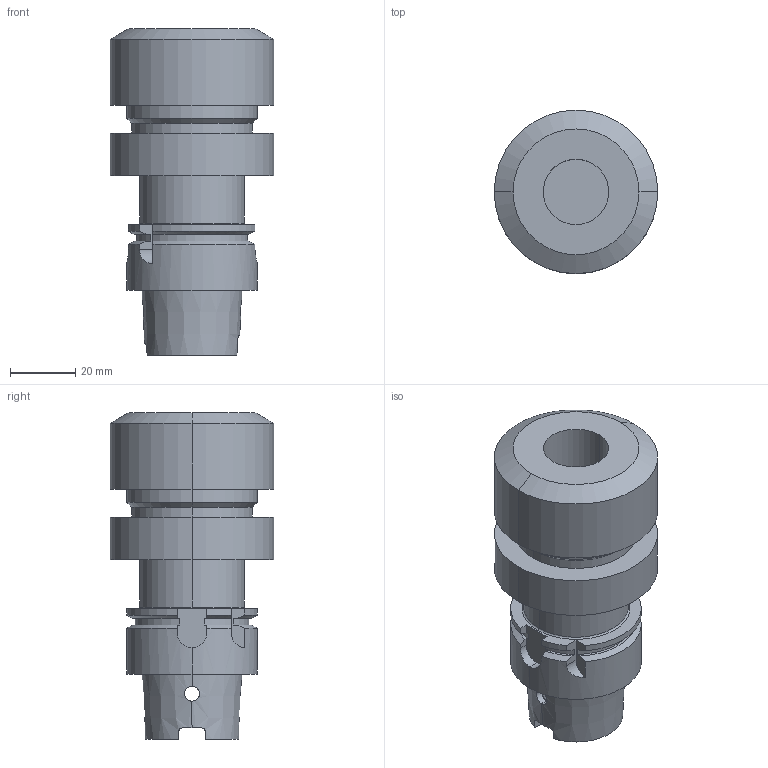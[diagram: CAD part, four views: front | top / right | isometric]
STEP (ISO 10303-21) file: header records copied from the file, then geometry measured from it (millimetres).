
FILE_DESCRIPTION (( 'STEP AP203' ), '1' );
FILE_NAME ('STP-31385.STEP', '2021-03-18T06:35:38', ( '' ), ( '' ), 'SwSTEP 2.0', 'SolidWorks 2017', '' );
FILE_SCHEMA (( 'CONFIG_CONTROL_DESIGN' ));
Length unit declared in the file: millimetre
Products named in the file (1): STP-31385
Bounding box: 50 x 50 x 100 mm (x, y, z)
Volume: 104809.7 mm3; surface area: 23882.8 mm2
Topology: 1 solids, 1 shells, 97 faces, 251 edges, 159 vertices
Faces by surface type: cylinder 40, plane 35, cone 16, torus 6
Entity records: 3404 total; most frequent: CARTESIAN_POINT 959, ORIENTED_EDGE 502, DIRECTION 495, EDGE_CURVE 251, AXIS2_PLACEMENT_3D 191, VERTEX_POINT 159, LINE 113, VECTOR 113
